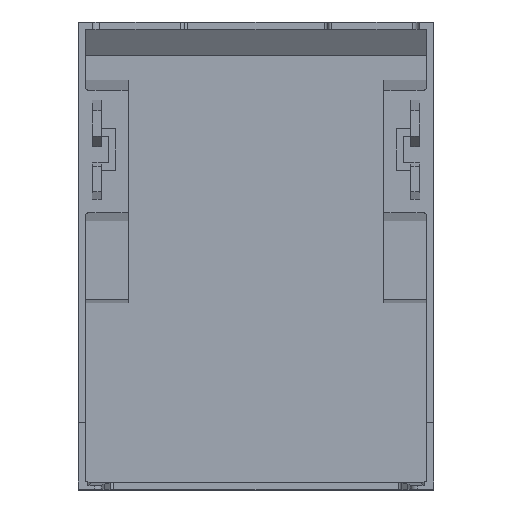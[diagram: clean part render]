
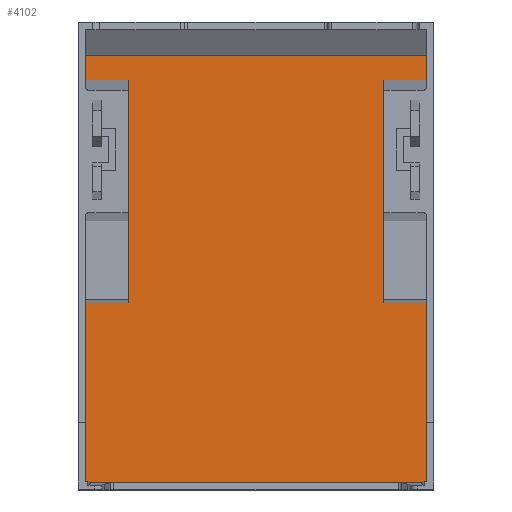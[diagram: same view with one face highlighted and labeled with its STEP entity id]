
A CAD part, top view. The second image highlights one B-rep face of the part: STEP entity #4102.
In plain terms, the highlighted planar face has unit normal (0, 0, 1).
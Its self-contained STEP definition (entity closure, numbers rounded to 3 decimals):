
#4057=AXIS2_PLACEMENT_3D('Plane Axis2P3D',#4054,#4055,#4056) ;
#682=CARTESIAN_POINT('Vertex',(-35.5,52.059,2.)) ;
#685=CARTESIAN_POINT('Line Origine',(-35.5,83.,2.)) ;
#689=CARTESIAN_POINT('Vertex',(-35.5,113.941,2.)) ;
#715=CARTESIAN_POINT('Line Origine',(-41.49,113.941,2.)) ;
#719=CARTESIAN_POINT('Vertex',(-47.5,113.941,2.)) ;
#1532=CARTESIAN_POINT('Vertex',(-47.5,52.059,2.)) ;
#1535=CARTESIAN_POINT('Line Origine',(-41.49,52.059,2.)) ;
#2590=CARTESIAN_POINT('Vertex',(35.5,113.941,2.)) ;
#2593=CARTESIAN_POINT('Line Origine',(35.5,83.,2.)) ;
#2597=CARTESIAN_POINT('Vertex',(35.5,52.059,2.)) ;
#2661=CARTESIAN_POINT('Vertex',(47.5,113.941,2.)) ;
#2664=CARTESIAN_POINT('Line Origine',(-41.49,113.941,2.)) ;
#3366=CARTESIAN_POINT('Line Origine',(-41.49,52.059,2.)) ;
#3370=CARTESIAN_POINT('Vertex',(47.5,52.059,2.)) ;
#4018=CARTESIAN_POINT('Line Origine',(-23.75,120.892,2.)) ;
#4022=CARTESIAN_POINT('Vertex',(-47.5,120.892,2.)) ;
#4024=CARTESIAN_POINT('Vertex',(47.5,120.892,2.)) ;
#4054=CARTESIAN_POINT('Axis2P3D Location',(0.,0.,2.)) ;
#4059=CARTESIAN_POINT('Line Origine',(-47.5,61.446,2.)) ;
#4063=CARTESIAN_POINT('Vertex',(-47.5,2.,2.)) ;
#4066=CARTESIAN_POINT('Line Origine',(-23.75,2.,2.)) ;
#4070=CARTESIAN_POINT('Vertex',(47.5,2.,2.)) ;
#4073=CARTESIAN_POINT('Line Origine',(47.5,61.446,2.)) ;
#4078=CARTESIAN_POINT('Line Origine',(47.5,61.446,2.)) ;
#4083=CARTESIAN_POINT('Line Origine',(-47.5,61.446,2.)) ;
#686=DIRECTION('Vector Direction',(0.,-1.,0.)) ;
#716=DIRECTION('Vector Direction',(-1.,0.,0.)) ;
#1536=DIRECTION('Vector Direction',(-1.,0.,0.)) ;
#2594=DIRECTION('Vector Direction',(0.,-1.,0.)) ;
#2665=DIRECTION('Vector Direction',(-1.,0.,0.)) ;
#3367=DIRECTION('Vector Direction',(-1.,0.,0.)) ;
#4019=DIRECTION('Vector Direction',(-1.,0.,0.)) ;
#4055=DIRECTION('Axis2P3D Direction',(0.,-0.,1.)) ;
#4056=DIRECTION('Axis2P3D XDirection',(0.,1.,0.)) ;
#4060=DIRECTION('Vector Direction',(0.,1.,0.)) ;
#4067=DIRECTION('Vector Direction',(-1.,0.,0.)) ;
#4074=DIRECTION('Vector Direction',(0.,1.,0.)) ;
#4079=DIRECTION('Vector Direction',(0.,1.,0.)) ;
#4084=DIRECTION('Vector Direction',(0.,1.,0.)) ;
#687=VECTOR('Line Direction',#686,1.) ;
#717=VECTOR('Line Direction',#716,1.) ;
#1537=VECTOR('Line Direction',#1536,1.) ;
#2595=VECTOR('Line Direction',#2594,1.) ;
#2666=VECTOR('Line Direction',#2665,1.) ;
#3368=VECTOR('Line Direction',#3367,1.) ;
#4020=VECTOR('Line Direction',#4019,1.) ;
#4061=VECTOR('Line Direction',#4060,1.) ;
#4068=VECTOR('Line Direction',#4067,1.) ;
#4075=VECTOR('Line Direction',#4074,1.) ;
#4080=VECTOR('Line Direction',#4079,1.) ;
#4085=VECTOR('Line Direction',#4084,1.) ;
#4089=ORIENTED_EDGE('',*,*,#691,.T.) ;
#4090=ORIENTED_EDGE('',*,*,#1539,.F.) ;
#4091=ORIENTED_EDGE('',*,*,#4065,.T.) ;
#4092=ORIENTED_EDGE('',*,*,#4072,.F.) ;
#4093=ORIENTED_EDGE('',*,*,#4077,.F.) ;
#4094=ORIENTED_EDGE('',*,*,#3372,.T.) ;
#4095=ORIENTED_EDGE('',*,*,#2599,.F.) ;
#4096=ORIENTED_EDGE('',*,*,#2668,.F.) ;
#4097=ORIENTED_EDGE('',*,*,#4082,.F.) ;
#4098=ORIENTED_EDGE('',*,*,#4026,.F.) ;
#4099=ORIENTED_EDGE('',*,*,#4087,.T.) ;
#4100=ORIENTED_EDGE('',*,*,#721,.T.) ;
#4102=ADVANCED_FACE('Hauptkoerper nicht benutzen',(#4101),#4058,.T.) ;
#691=EDGE_CURVE('',#690,#683,#688,.T.) ;
#721=EDGE_CURVE('',#720,#690,#718,.F.) ;
#1539=EDGE_CURVE('',#1533,#683,#1538,.F.) ;
#2599=EDGE_CURVE('',#2591,#2598,#2596,.T.) ;
#2668=EDGE_CURVE('',#2662,#2591,#2667,.T.) ;
#3372=EDGE_CURVE('',#3371,#2598,#3369,.T.) ;
#4026=EDGE_CURVE('',#4023,#4025,#4021,.F.) ;
#4065=EDGE_CURVE('',#1533,#4064,#4062,.F.) ;
#4072=EDGE_CURVE('',#4071,#4064,#4069,.T.) ;
#4077=EDGE_CURVE('',#3371,#4071,#4076,.F.) ;
#4082=EDGE_CURVE('',#4025,#2662,#4081,.F.) ;
#4087=EDGE_CURVE('',#4023,#720,#4086,.F.) ;
#4088=EDGE_LOOP('',(#4089,#4090,#4091,#4092,#4093,#4094,#4095,#4096,#4097,#4098,#4099,#4100)) ;
#4101=FACE_OUTER_BOUND('',#4088,.T.) ;
#688=LINE('Line',#685,#687) ;
#718=LINE('Line',#715,#717) ;
#1538=LINE('Line',#1535,#1537) ;
#2596=LINE('Line',#2593,#2595) ;
#2667=LINE('Line',#2664,#2666) ;
#3369=LINE('Line',#3366,#3368) ;
#4021=LINE('Line',#4018,#4020) ;
#4062=LINE('Line',#4059,#4061) ;
#4069=LINE('Line',#4066,#4068) ;
#4076=LINE('Line',#4073,#4075) ;
#4081=LINE('Line',#4078,#4080) ;
#4086=LINE('Line',#4083,#4085) ;
#4058=PLANE('',#4057) ;
#683=VERTEX_POINT('',#682) ;
#690=VERTEX_POINT('',#689) ;
#720=VERTEX_POINT('',#719) ;
#1533=VERTEX_POINT('',#1532) ;
#2591=VERTEX_POINT('',#2590) ;
#2598=VERTEX_POINT('',#2597) ;
#2662=VERTEX_POINT('',#2661) ;
#3371=VERTEX_POINT('',#3370) ;
#4023=VERTEX_POINT('',#4022) ;
#4025=VERTEX_POINT('',#4024) ;
#4064=VERTEX_POINT('',#4063) ;
#4071=VERTEX_POINT('',#4070) ;
